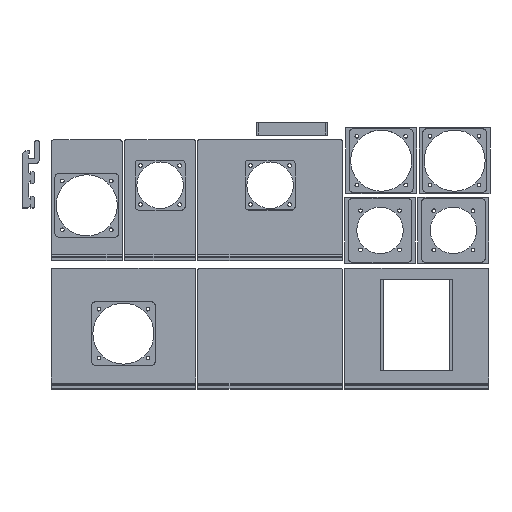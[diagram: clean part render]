
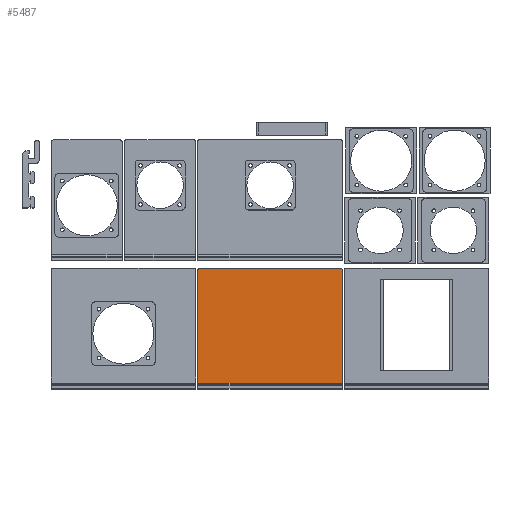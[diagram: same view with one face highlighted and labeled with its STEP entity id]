
A CAD part, top view. The second image highlights one B-rep face of the part: STEP entity #5487.
In plain terms, the highlighted planar face has unit normal (0, 0, 1).
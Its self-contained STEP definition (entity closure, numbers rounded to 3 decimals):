
#183=PLANE('',#5876);
#387=FACE_OUTER_BOUND('',#697,.T.);
#697=EDGE_LOOP('',(#4185,#4186,#4187,#4188,#4189,#4190,#4191,#4192));
#1147=LINE('',#8406,#1702);
#1149=LINE('',#8413,#1704);
#1150=LINE('',#8415,#1705);
#1151=LINE('',#8417,#1706);
#1152=LINE('',#8419,#1707);
#1153=LINE('',#8420,#1708);
#1702=VECTOR('',#6764,10.);
#1704=VECTOR('',#6772,10.);
#1705=VECTOR('',#6773,10.);
#1706=VECTOR('',#6774,10.);
#1707=VECTOR('',#6775,10.);
#1708=VECTOR('',#6776,10.);
#2145=CIRCLE('',#5872,1.);
#2146=CIRCLE('',#5875,1.);
#2494=VERTEX_POINT('',#8398);
#2495=VERTEX_POINT('',#8399);
#2496=VERTEX_POINT('',#8404);
#2497=VERTEX_POINT('',#8408);
#2498=VERTEX_POINT('',#8412);
#2499=VERTEX_POINT('',#8414);
#2500=VERTEX_POINT('',#8416);
#2501=VERTEX_POINT('',#8418);
#3121=EDGE_CURVE('',#2494,#2495,#2145,.T.);
#3125=EDGE_CURVE('',#2496,#2494,#1147,.T.);
#3127=EDGE_CURVE('',#2497,#2496,#2146,.T.);
#3128=EDGE_CURVE('',#2498,#2497,#1149,.T.);
#3129=EDGE_CURVE('',#2498,#2499,#1150,.T.);
#3130=EDGE_CURVE('',#2499,#2500,#1151,.T.);
#3131=EDGE_CURVE('',#2500,#2501,#1152,.T.);
#3132=EDGE_CURVE('',#2495,#2501,#1153,.T.);
#4185=ORIENTED_EDGE('',*,*,#3127,.F.);
#4186=ORIENTED_EDGE('',*,*,#3128,.F.);
#4187=ORIENTED_EDGE('',*,*,#3129,.T.);
#4188=ORIENTED_EDGE('',*,*,#3130,.T.);
#4189=ORIENTED_EDGE('',*,*,#3131,.T.);
#4190=ORIENTED_EDGE('',*,*,#3132,.F.);
#4191=ORIENTED_EDGE('',*,*,#3121,.F.);
#4192=ORIENTED_EDGE('',*,*,#3125,.F.);
#5487=ADVANCED_FACE('',(#387),#183,.T.);
#5872=AXIS2_PLACEMENT_3D('',#8400,#6757,#6758);
#5875=AXIS2_PLACEMENT_3D('',#8410,#6768,#6769);
#5876=AXIS2_PLACEMENT_3D('',#8411,#6770,#6771);
#6757=DIRECTION('center_axis',(0.,0.,
-1.));
#6758=DIRECTION('ref_axis',(0.707,0.707,0.));
#6764=DIRECTION('',(1.,0.,0.));
#6768=DIRECTION('center_axis',(0.,0.,
-1.));
#6769=DIRECTION('ref_axis',(-0.707,0.707,0.));
#6770=DIRECTION('center_axis',(0.,0.,
1.));
#6771=DIRECTION('ref_axis',(0.,1.,0.));
#6772=DIRECTION('',(0.,1.,0.));
#6773=DIRECTION('',(0.,-1.,0.));
#6774=DIRECTION('',(1.,0.,0.));
#6775=DIRECTION('',(0.,1.,0.));
#6776=DIRECTION('',(0.,-1.,0.));
#8398=CARTESIAN_POINT('',(207.,166.,28.));
#8399=CARTESIAN_POINT('',(208.,165.,28.));
#8400=CARTESIAN_POINT('Origin',(207.,165.,28.));
#8404=CARTESIAN_POINT('',(91.,166.,28.));
#8406=CARTESIAN_POINT('',(164.,166.,28.));
#8408=CARTESIAN_POINT('',(90.,165.,28.));
#8410=CARTESIAN_POINT('Origin',(91.,165.,28.));
#8411=CARTESIAN_POINT('Origin',(179.,72.001,28.));
#8412=CARTESIAN_POINT('',(90.,77.,28.));
#8413=CARTESIAN_POINT('',(90.,122.757,28.));
#8414=CARTESIAN_POINT('',(90.,72.001,28.));
#8415=CARTESIAN_POINT('',(90.,94.507,28.));
#8416=CARTESIAN_POINT('',(208.,72.001,28.));
#8417=CARTESIAN_POINT('',(179.,72.001,28.));
#8418=CARTESIAN_POINT('',(208.,77.,28.));
#8419=CARTESIAN_POINT('',(208.,94.507,28.));
#8420=CARTESIAN_POINT('',(208.,122.757,28.));
